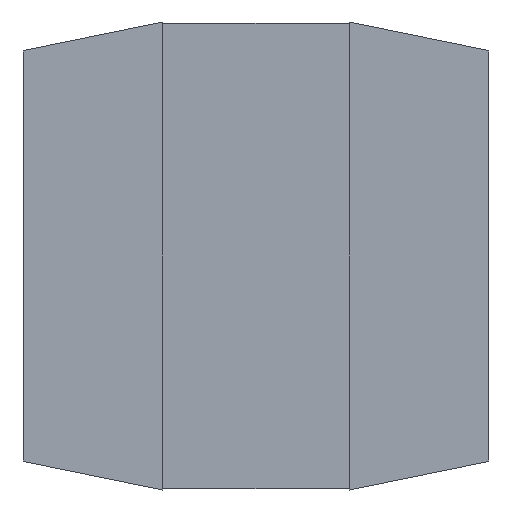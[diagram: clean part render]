
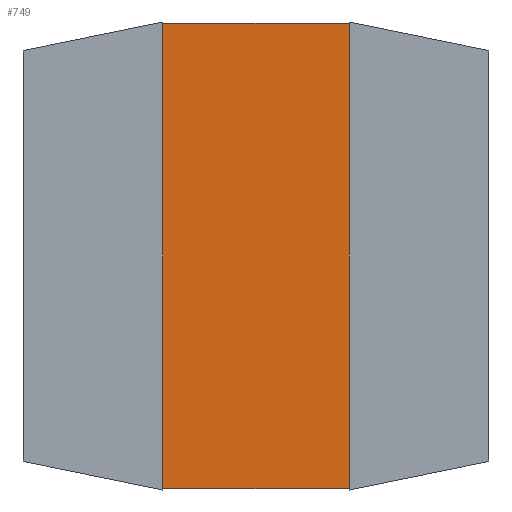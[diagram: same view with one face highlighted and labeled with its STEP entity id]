
A CAD part, front view. The second image highlights one B-rep face of the part: STEP entity #749.
In plain terms, the highlighted planar face has unit normal (0, -1, 0).
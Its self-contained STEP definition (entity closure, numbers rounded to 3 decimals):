
#55=FACE_OUTER_BOUND('',#101,.T.);
#101=EDGE_LOOP('',(#509,#510,#511,#512,#513,#514,#515,#516));
#146=LINE('',#1073,#242);
#152=LINE('',#1085,#248);
#153=LINE('',#1089,#249);
#154=LINE('',#1091,#250);
#155=LINE('',#1093,#251);
#156=LINE('',#1094,#252);
#157=LINE('',#1095,#253);
#158=LINE('',#1096,#254);
#242=VECTOR('',#866,1000.);
#248=VECTOR('',#874,1000.);
#249=VECTOR('',#877,1000.);
#250=VECTOR('',#878,1000.);
#251=VECTOR('',#879,1000.);
#252=VECTOR('',#880,1000.);
#253=VECTOR('',#881,1000.);
#254=VECTOR('',#882,1000.);
#337=VERTEX_POINT('',#1069);
#339=VERTEX_POINT('',#1072);
#342=VERTEX_POINT('',#1079);
#344=VERTEX_POINT('',#1083);
#345=VERTEX_POINT('',#1087);
#346=VERTEX_POINT('',#1088);
#347=VERTEX_POINT('',#1090);
#348=VERTEX_POINT('',#1092);
#398=EDGE_CURVE('',#337,#339,#146,.T.);
#404=EDGE_CURVE('',#344,#342,#152,.T.);
#405=EDGE_CURVE('',#345,#346,#153,.T.);
#406=EDGE_CURVE('',#345,#347,#154,.T.);
#407=EDGE_CURVE('',#348,#347,#155,.T.);
#408=EDGE_CURVE('',#339,#348,#156,.T.);
#409=EDGE_CURVE('',#342,#337,#157,.T.);
#410=EDGE_CURVE('',#346,#344,#158,.T.);
#509=ORIENTED_EDGE('',*,*,#405,.F.);
#510=ORIENTED_EDGE('',*,*,#406,.T.);
#511=ORIENTED_EDGE('',*,*,#407,.F.);
#512=ORIENTED_EDGE('',*,*,#408,.F.);
#513=ORIENTED_EDGE('',*,*,#398,.F.);
#514=ORIENTED_EDGE('',*,*,#409,.F.);
#515=ORIENTED_EDGE('',*,*,#404,.F.);
#516=ORIENTED_EDGE('',*,*,#410,.F.);
#711=PLANE('',#809);
#749=ADVANCED_FACE('',(#55),#711,.F.);
#809=AXIS2_PLACEMENT_3D('',#1086,#875,#876);
#866=DIRECTION('',(-0.98,0.,-0.2));
#874=DIRECTION('',(0.98,0.,-0.2));
#875=DIRECTION('center_axis',(0.,1.,0.));
#876=DIRECTION('ref_axis',(0.,0.,1.));
#877=DIRECTION('',(0.98,0.,0.2));
#878=DIRECTION('',(0.,0.,-1.));
#879=DIRECTION('',(-0.98,0.,0.2));
#880=DIRECTION('',(-1.,0.,0.));
#881=DIRECTION('',(0.,0.,-1.));
#882=DIRECTION('',(1.,0.,0.));
#1069=CARTESIAN_POINT('',(0.6,0.,-1.499));
#1072=CARTESIAN_POINT('',(0.595,0.,-1.5));
#1073=CARTESIAN_POINT('',(1.5,0.,-1.315));
#1079=CARTESIAN_POINT('',(0.6,0.,1.499));
#1083=CARTESIAN_POINT('',(0.595,0.,1.5));
#1085=CARTESIAN_POINT('',(0.595,0.,1.5));
#1086=CARTESIAN_POINT('Origin',(0.,0.,0.));
#1087=CARTESIAN_POINT('',(-0.6,0.,1.499));
#1088=CARTESIAN_POINT('',(-0.595,0.,1.5));
#1089=CARTESIAN_POINT('',(-1.5,0.,1.315));
#1090=CARTESIAN_POINT('',(-0.6,0.,-1.499));
#1091=CARTESIAN_POINT('',(-0.6,0.,-1.499));
#1092=CARTESIAN_POINT('',(-0.595,0.,-1.5));
#1093=CARTESIAN_POINT('',(-0.595,0.,-1.5));
#1094=CARTESIAN_POINT('',(0.595,0.,-1.5));
#1095=CARTESIAN_POINT('',(0.6,0.,-1.499));
#1096=CARTESIAN_POINT('',(-0.595,0.,1.5));
